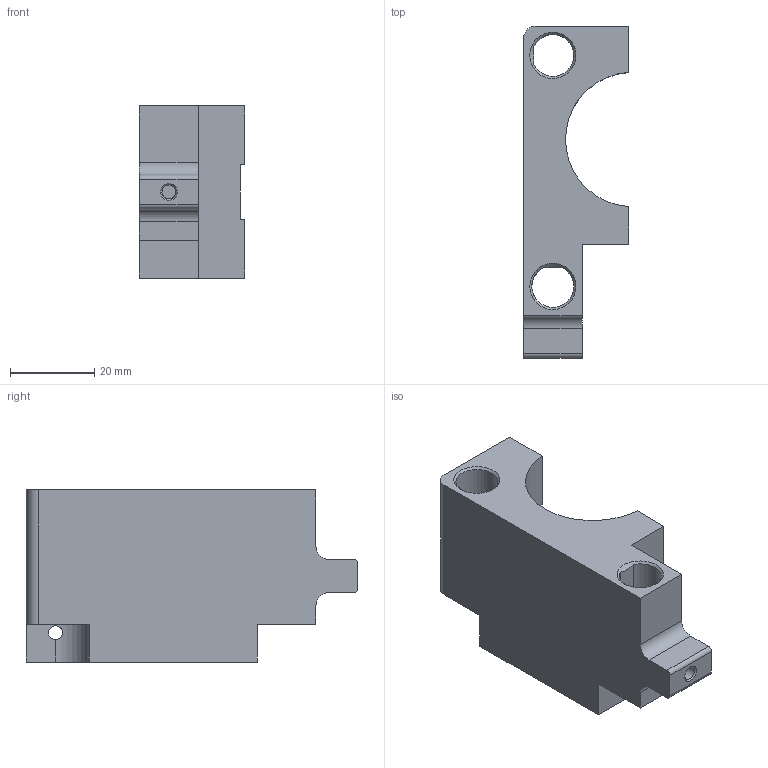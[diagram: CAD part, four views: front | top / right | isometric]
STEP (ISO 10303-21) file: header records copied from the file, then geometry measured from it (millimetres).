
FILE_DESCRIPTION(/* description */ (''),/* implementation_level */ '2;1');
FILE_NAME(/* name */ 'GETOUT_STAVE_81.stp',/* time_stamp */ '2018-09-20T13:57:01+02:00',/* author */ (''),/* organization */ (''),/* preprocessor_version */ 'ST-DEVELOPER v16.7',/* originating_system */ 'SIEMENS PLM Software NX 12.0',/* authorisation */ '');
FILE_SCHEMA (('AUTOMOTIVE_DESIGN { 1 0 10303 214 3 1 1 1 }'));
Length unit declared in the file: millimetre
Products named in the file (1): bezA730AE56ccwn
Bounding box: 25 x 79 x 41 mm (x, y, z)
Volume: 39419.7 mm3; surface area: 13151.7 mm2
Topology: 1 solids, 1 shells, 60 faces, 169 edges, 110 vertices
Faces by surface type: plane 28, cylinder 16, cone 16
Full cylindrical faces by diameter (mm): 3.3 x6, 4.5 x1
Entity records: 1995 total; most frequent: CARTESIAN_POINT 518, DIRECTION 294, ORIENTED_EDGE 274, EDGE_CURVE 137, AXIS2_PLACEMENT_3D 107, VERTEX_POINT 102, EDGE_LOOP 92, LINE 80
